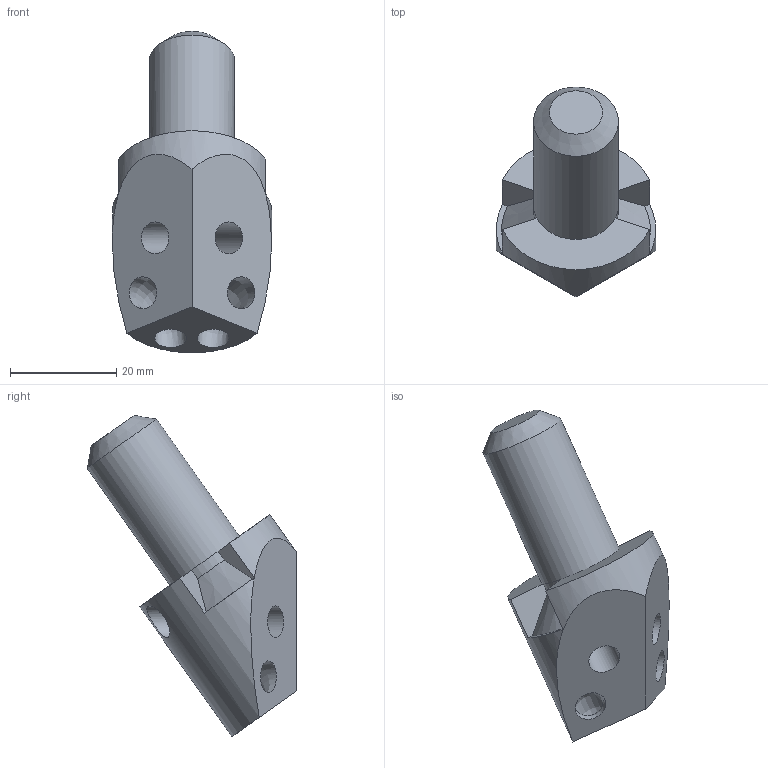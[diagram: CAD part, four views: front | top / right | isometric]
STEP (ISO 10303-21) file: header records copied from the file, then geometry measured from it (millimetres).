
FILE_DESCRIPTION(('FreeCAD Model'),'2;1');
FILE_NAME('Open CASCADE Shape Model','2023-09-06T23:49:37',('Author'),( ''),'Open CASCADE STEP processor 7.5','FreeCAD','Unknown');
FILE_SCHEMA(('AUTOMOTIVE_DESIGN { 1 0 10303 214 1 1 1 1 }'));
Length unit declared in the file: millimetre
Products named in the file (1): Body
Bounding box: 30 x 39.44 x 60.5 mm (x, y, z)
Volume: 18174.2 mm3; surface area: 5973.9 mm2
Topology: 1 solids, 1 shells, 25 faces, 68 edges, 43 vertices
Faces by surface type: plane 12, cylinder 8, cone 3, revolution 2
Full cylindrical faces by diameter (mm): 6 x4, 16 x1, 30 x1
Entity records: 3582 total; most frequent: CARTESIAN_POINT 2189, DIRECTION 260, ORIENTED_EDGE 136, PCURVE 136, DEFINITIONAL_REPRESENTATION 136, LINE 121, VECTOR 121, EDGE_CURVE 68
